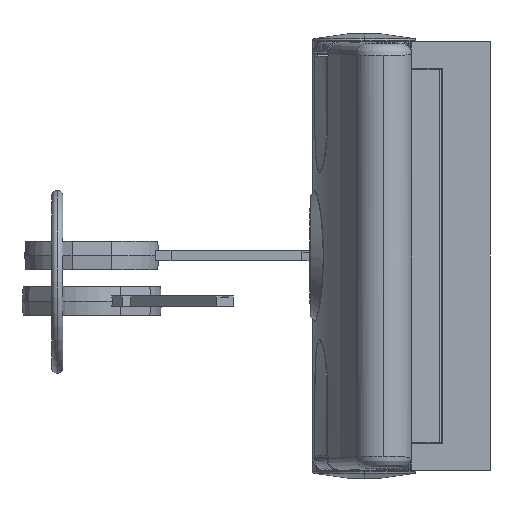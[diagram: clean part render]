
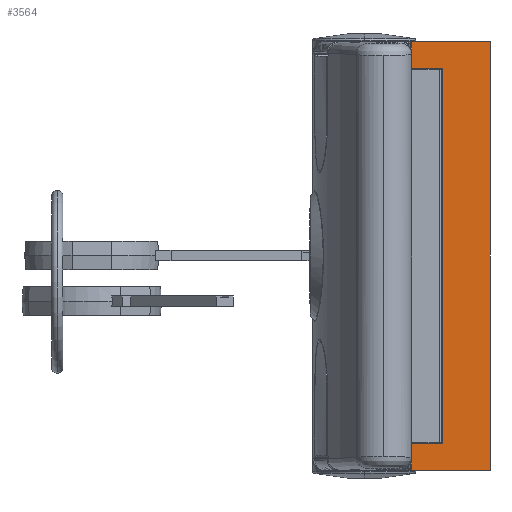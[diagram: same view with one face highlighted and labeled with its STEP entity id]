
A CAD part, left-side view. The second image highlights one B-rep face of the part: STEP entity #3564.
In plain terms, the highlighted face is planar.
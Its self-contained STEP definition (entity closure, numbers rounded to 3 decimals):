
#1102 = EDGE_CURVE ( 'NONE', #119390, #22435, #10018, .T. ) ;
#3564 = ADVANCED_FACE ( 'NONE', ( #72208 ), #52776, .F. ) ;
#5210 = CARTESIAN_POINT ( 'NONE',  ( 31.2, 32., -18.25 ) ) ;
#6656 = VERTEX_POINT ( 'NONE', #27812 ) ;
#8126 = CARTESIAN_POINT ( 'NONE',  ( 31.5, 21.4, -18.25 ) ) ;
#8554 = ORIENTED_EDGE ( 'NONE', *, *, #108520, .T. ) ;
#8825 = VECTOR ( 'NONE', #102861, 1000. ) ;
#10018 = LINE ( 'NONE', #104013, #57593 ) ;
#10793 = LINE ( 'NONE', #5210, #58383 ) ;
#13171 = DIRECTION ( 'NONE',  ( -1., 0., 0. ) ) ;
#13533 = VECTOR ( 'NONE', #93424, 1000. ) ;
#16424 = EDGE_CURVE ( 'NONE', #29405, #22435, #16940, .T. ) ;
#16573 = CARTESIAN_POINT ( 'NONE',  ( -31.2, 32., -18.25 ) ) ;
#16940 = LINE ( 'NONE', #79615, #112071 ) ;
#18058 = DIRECTION ( 'NONE',  ( 0., -1., 0. ) ) ;
#18884 = VECTOR ( 'NONE', #39553, 1000. ) ;
#22435 = VERTEX_POINT ( 'NONE', #104120 ) ;
#24794 = DIRECTION ( 'NONE',  ( 0., -1., 0. ) ) ;
#24912 = LINE ( 'NONE', #86431, #18884 ) ;
#26162 = DIRECTION ( 'NONE',  ( 0., 1., 0. ) ) ;
#26551 = VECTOR ( 'NONE', #26162, 1000. ) ;
#26752 = ORIENTED_EDGE ( 'NONE', *, *, #16424, .T. ) ;
#27812 = CARTESIAN_POINT ( 'NONE',  ( -31.2, 13.7, -18.25 ) ) ;
#29405 = VERTEX_POINT ( 'NONE', #106174 ) ;
#29480 = ORIENTED_EDGE ( 'NONE', *, *, #75908, .T. ) ;
#39553 = DIRECTION ( 'NONE',  ( 1., 0., 0. ) ) ;
#43446 = ORIENTED_EDGE ( 'NONE', *, *, #71399, .T. ) ;
#44367 = VERTEX_POINT ( 'NONE', #116618 ) ;
#44607 = EDGE_LOOP ( 'NONE', ( #107502, #29480, #106006, #43446, #8554, #56836, #97775, #26752 ) ) ;
#46114 = CARTESIAN_POINT ( 'NONE',  ( -31.5, 13.7, -18.25 ) ) ;
#47891 = CARTESIAN_POINT ( 'NONE',  ( 31.2, 21.4, -18.25 ) ) ;
#48819 = LINE ( 'NONE', #16573, #26551 ) ;
#49722 = VECTOR ( 'NONE', #24794, 1000. ) ;
#52776 = PLANE ( 'NONE',  #96818 ) ;
#53083 = DIRECTION ( 'NONE',  ( 0., -1., 0. ) ) ;
#53467 = CARTESIAN_POINT ( 'NONE',  ( 31.2, 13.7, -18.25 ) ) ;
#55685 = EDGE_CURVE ( 'NONE', #6656, #82815, #48819, .T. ) ;
#56836 = ORIENTED_EDGE ( 'NONE', *, *, #121771, .T. ) ;
#57593 = VECTOR ( 'NONE', #18058, 1000. ) ;
#58383 = VECTOR ( 'NONE', #53083, 1000. ) ;
#62326 = DIRECTION ( 'NONE',  ( 1., 0., 0. ) ) ;
#64067 = LINE ( 'NONE', #46114, #13533 ) ;
#71399 = EDGE_CURVE ( 'NONE', #82815, #91646, #109985, .T. ) ;
#72058 = EDGE_CURVE ( 'NONE', #44367, #29405, #74983, .T. ) ;
#72208 = FACE_OUTER_BOUND ( 'NONE', #44607, .T. ) ;
#73407 = CARTESIAN_POINT ( 'NONE',  ( -31.2, 21.4, -18.25 ) ) ;
#74983 = LINE ( 'NONE', #81673, #49722 ) ;
#75908 = EDGE_CURVE ( 'NONE', #119390, #6656, #64067, .T. ) ;
#79615 = CARTESIAN_POINT ( 'NONE',  ( -37.5, 0., -18.25 ) ) ;
#81673 = CARTESIAN_POINT ( 'NONE',  ( 37.5, 32., -18.25 ) ) ;
#82815 = VERTEX_POINT ( 'NONE', #73407 ) ;
#86431 = CARTESIAN_POINT ( 'NONE',  ( 37.5, 13.7, -18.25 ) ) ;
#90540 = CARTESIAN_POINT ( 'NONE',  ( -37.5, 32., -18.25 ) ) ;
#91646 = VERTEX_POINT ( 'NONE', #47891 ) ;
#93424 = DIRECTION ( 'NONE',  ( 1., 0., 0. ) ) ;
#96818 = AXIS2_PLACEMENT_3D ( 'NONE', #90540, #119241, #62326 ) ;
#97775 = ORIENTED_EDGE ( 'NONE', *, *, #72058, .T. ) ;
#102861 = DIRECTION ( 'NONE',  ( 1., 0., 0. ) ) ;
#103607 = CARTESIAN_POINT ( 'NONE',  ( -37.5, 13.7, -18.25 ) ) ;
#104013 = CARTESIAN_POINT ( 'NONE',  ( -37.5, 32., -18.25 ) ) ;
#104120 = CARTESIAN_POINT ( 'NONE',  ( -37.5, 0., -18.25 ) ) ;
#106006 = ORIENTED_EDGE ( 'NONE', *, *, #55685, .T. ) ;
#106174 = CARTESIAN_POINT ( 'NONE',  ( 37.5, 0., -18.25 ) ) ;
#107502 = ORIENTED_EDGE ( 'NONE', *, *, #1102, .F. ) ;
#108520 = EDGE_CURVE ( 'NONE', #91646, #117229, #10793, .T. ) ;
#109985 = LINE ( 'NONE', #8126, #8825 ) ;
#112071 = VECTOR ( 'NONE', #13171, 1000. ) ;
#116618 = CARTESIAN_POINT ( 'NONE',  ( 37.5, 13.7, -18.25 ) ) ;
#117229 = VERTEX_POINT ( 'NONE', #53467 ) ;
#119241 = DIRECTION ( 'NONE',  ( 0., 0., 1. ) ) ;
#119390 = VERTEX_POINT ( 'NONE', #103607 ) ;
#121771 = EDGE_CURVE ( 'NONE', #117229, #44367, #24912, .T. ) ;
